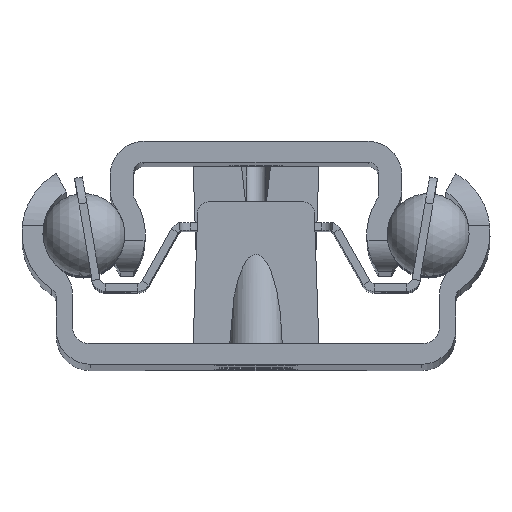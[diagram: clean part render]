
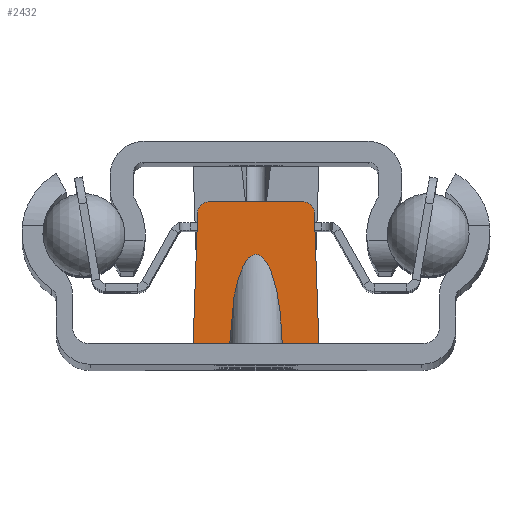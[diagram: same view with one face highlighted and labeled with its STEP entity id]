
A CAD part, top view. The second image highlights one B-rep face of the part: STEP entity #2432.
In plain terms, the highlighted planar face has unit normal (0, 0, 1).
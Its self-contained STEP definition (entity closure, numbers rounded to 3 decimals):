
#352=DIRECTION('',(-1.,0.,0.));
#353=VECTOR('',#352,3.502);
#354=CARTESIAN_POINT('',(-2.498,2.,-13.));
#355=LINE('',#354,#353);
#356=CARTESIAN_POINT('',(-2.498,2.,-13.));
#414=CARTESIAN_POINT('',(2.498,2.,-13.));
#416=DIRECTION('',(-1.,0.,0.));
#417=VECTOR('',#416,3.502);
#418=CARTESIAN_POINT('',(6.,2.,-13.));
#419=LINE('',#418,#417);
#888=CARTESIAN_POINT('',(2.498,2.,-13.));
#889=CARTESIAN_POINT('',(2.497,2.071,-13.));
#890=CARTESIAN_POINT('',(2.495,2.177,-13.));
#891=CARTESIAN_POINT('',(2.492,2.345,-13.));
#892=CARTESIAN_POINT('',(2.488,2.506,-13.));
#893=CARTESIAN_POINT('',(2.483,2.666,-13.));
#894=CARTESIAN_POINT('',(2.477,2.85,-13.));
#895=CARTESIAN_POINT('',(2.469,3.044,-13.));
#896=CARTESIAN_POINT('',(2.459,3.244,-13.));
#897=CARTESIAN_POINT('',(2.449,3.421,-13.));
#898=CARTESIAN_POINT('',(2.436,3.635,-13.));
#899=CARTESIAN_POINT('',(2.42,3.871,-13.));
#900=CARTESIAN_POINT('',(2.4,4.12,-13.));
#901=CARTESIAN_POINT('',(2.381,4.346,-13.));
#902=CARTESIAN_POINT('',(2.361,4.552,-13.));
#903=CARTESIAN_POINT('',(2.335,4.807,-13.));
#904=CARTESIAN_POINT('',(2.303,5.095,-13.));
#905=CARTESIAN_POINT('',(2.264,5.404,-13.));
#906=CARTESIAN_POINT('',(2.225,5.685,-13.));
#907=CARTESIAN_POINT('',(2.186,5.944,-13.));
#908=CARTESIAN_POINT('',(2.147,6.184,-13.));
#909=CARTESIAN_POINT('',(2.095,6.482,-13.));
#910=CARTESIAN_POINT('',(2.03,6.82,-13.));
#911=CARTESIAN_POINT('',(1.952,7.184,-13.));
#912=CARTESIAN_POINT('',(1.873,7.511,-13.));
#913=CARTESIAN_POINT('',(1.795,7.81,-13.));
#914=CARTESIAN_POINT('',(1.717,8.082,-13.));
#915=CARTESIAN_POINT('',(1.639,8.333,-13.));
#916=CARTESIAN_POINT('',(1.535,8.64,-13.));
#917=CARTESIAN_POINT('',(1.405,8.978,-13.));
#918=CARTESIAN_POINT('',(1.249,9.324,-13.));
#919=CARTESIAN_POINT('',(1.093,9.617,-13.));
#920=CARTESIAN_POINT('',(0.937,9.862,-13.));
#921=CARTESIAN_POINT('',(0.781,10.064,-13.));
#922=CARTESIAN_POINT('',(0.572,10.279,-13.));
#923=CARTESIAN_POINT('',(0.312,10.454,-13.));
#924=CARTESIAN_POINT('',(0.,10.523,-13.));
#925=CARTESIAN_POINT('',(-0.312,10.454,-13.));
#926=CARTESIAN_POINT('',(-0.572,10.279,-13.));
#927=CARTESIAN_POINT('',(-0.781,10.064,-13.));
#928=CARTESIAN_POINT('',(-0.937,9.862,-13.));
#929=CARTESIAN_POINT('',(-1.093,9.617,-13.));
#930=CARTESIAN_POINT('',(-1.249,9.324,-13.));
#931=CARTESIAN_POINT('',(-1.405,8.978,-13.));
#932=CARTESIAN_POINT('',(-1.535,8.64,-13.));
#933=CARTESIAN_POINT('',(-1.639,8.333,-13.));
#934=CARTESIAN_POINT('',(-1.717,8.082,-13.));
#935=CARTESIAN_POINT('',(-1.795,7.81,-13.));
#936=CARTESIAN_POINT('',(-1.873,7.511,-13.));
#937=CARTESIAN_POINT('',(-1.952,7.184,-13.));
#938=CARTESIAN_POINT('',(-2.03,6.82,-13.));
#939=CARTESIAN_POINT('',(-2.095,6.482,-13.));
#940=CARTESIAN_POINT('',(-2.147,6.184,-13.));
#941=CARTESIAN_POINT('',(-2.186,5.944,-13.));
#942=CARTESIAN_POINT('',(-2.225,5.685,-13.));
#943=CARTESIAN_POINT('',(-2.264,5.404,-13.));
#944=CARTESIAN_POINT('',(-2.303,5.095,-13.));
#945=CARTESIAN_POINT('',(-2.335,4.807,-13.));
#946=CARTESIAN_POINT('',(-2.361,4.552,-13.));
#947=CARTESIAN_POINT('',(-2.381,4.346,-13.));
#948=CARTESIAN_POINT('',(-2.4,4.12,-13.));
#949=CARTESIAN_POINT('',(-2.42,3.871,-13.));
#950=CARTESIAN_POINT('',(-2.436,3.635,-13.));
#951=CARTESIAN_POINT('',(-2.449,3.421,-13.));
#952=CARTESIAN_POINT('',(-2.459,3.244,-13.));
#953=CARTESIAN_POINT('',(-2.469,3.044,-13.));
#954=CARTESIAN_POINT('',(-2.477,2.85,-13.));
#955=CARTESIAN_POINT('',(-2.483,2.666,-13.));
#956=CARTESIAN_POINT('',(-2.488,2.506,-13.));
#957=CARTESIAN_POINT('',(-2.492,2.345,-13.));
#958=CARTESIAN_POINT('',(-2.495,2.177,-13.));
#959=CARTESIAN_POINT('',(-2.497,2.071,-13.));
#960=CARTESIAN_POINT('',(-2.498,2.,-13.));
#962=DIRECTION('',(-0.035,-0.999,0.));
#963=VECTOR('',#962,12.543);
#964=CARTESIAN_POINT('',(-5.562,14.535,-13.));
#965=LINE('',#964,#963);
#966=CARTESIAN_POINT('',(-4.563,14.5,-13.));
#967=DIRECTION('',(0.,0.,1.));
#968=DIRECTION('',(0.,1.,0.));
#969=AXIS2_PLACEMENT_3D('',#966,#967,#968);
#971=DIRECTION('',(-1.,0.,0.));
#972=VECTOR('',#971,9.126);
#973=CARTESIAN_POINT('',(4.563,15.5,-13.));
#974=LINE('',#973,#972);
#975=CARTESIAN_POINT('',(4.563,14.5,-13.));
#976=DIRECTION('',(0.,0.,1.));
#977=DIRECTION('',(0.999,0.035,0.));
#978=AXIS2_PLACEMENT_3D('',#975,#976,#977);
#980=DIRECTION('',(-0.035,0.999,0.));
#981=VECTOR('',#980,12.543);
#982=CARTESIAN_POINT('',(6.,2.,-13.));
#983=LINE('',#982,#981);
#1521=CARTESIAN_POINT('',(5.562,14.535,-13.));
#1522=CARTESIAN_POINT('',(4.563,15.5,-13.));
#1523=VERTEX_POINT('',#1521);
#1524=VERTEX_POINT('',#1522);
#1525=CARTESIAN_POINT('',(-4.563,15.5,-13.));
#1526=VERTEX_POINT('',#1525);
#1527=CARTESIAN_POINT('',(-5.562,14.535,-13.));
#1528=VERTEX_POINT('',#1527);
#1529=CARTESIAN_POINT('',(6.,2.,-13.));
#1530=VERTEX_POINT('',#1529);
#1531=CARTESIAN_POINT('',(-6.,2.,-13.));
#1532=VERTEX_POINT('',#1531);
#1533=VERTEX_POINT('',#356);
#1534=VERTEX_POINT('',#414);
#2412=CARTESIAN_POINT('',(0.,0.,-13.));
#2413=DIRECTION('',(0.,0.,1.));
#2414=DIRECTION('',(-1.,0.,0.));
#2415=AXIS2_PLACEMENT_3D('',#2412,#2413,#2414);
#2416=PLANE('',#2415);
#2418=ORIENTED_EDGE('',*,*,#2417,.T.);
#2419=ORIENTED_EDGE('',*,*,#1981,.T.);
#2421=ORIENTED_EDGE('',*,*,#2420,.F.);
#2423=ORIENTED_EDGE('',*,*,#2422,.F.);
#2425=ORIENTED_EDGE('',*,*,#2424,.F.);
#2427=ORIENTED_EDGE('',*,*,#2426,.F.);
#2428=ORIENTED_EDGE('',*,*,#2405,.F.);
#2429=ORIENTED_EDGE('',*,*,#1985,.T.);
#2430=EDGE_LOOP('',(#2418,#2419,#2421,#2423,#2425,#2427,#2428,#2429));
#2431=FACE_OUTER_BOUND('',#2430,.F.);
#2432=ADVANCED_FACE('',(#2431),#2416,.T.);
#961=B_SPLINE_CURVE_WITH_KNOTS('',3,(#888,#889,#890,#891,#892,#893,#894,#895,
#896,#897,#898,#899,#900,#901,#902,#903,#904,#905,#906,#907,#908,#909,#910,#911,
#912,#913,#914,#915,#916,#917,#918,#919,#920,#921,#922,#923,#924,#925,#926,#927,
#928,#929,#930,#931,#932,#933,#934,#935,#936,#937,#938,#939,#940,#941,#942,#943,
#944,#945,#946,#947,#948,#949,#950,#951,#952,#953,#954,#955,#956,#957,#958,#959,
#960),.UNSPECIFIED.,.F.,.F.,(4,1,1,1,1,1,1,1,1,1,1,1,1,1,1,1,1,1,1,1,1,1,1,1,1,
1,1,1,1,1,1,1,1,1,1,1,1,1,1,1,1,1,1,1,1,1,1,1,1,1,1,1,1,1,1,1,1,1,1,1,1,1,1,1,1,
1,1,1,1,1,4),(0.,0.,0.001,0.002,0.003,0.004,
0.006,0.008,0.01,0.012,0.016,0.02,0.023,
0.027,0.031,0.039,0.047,0.055,0.063,0.07,
0.078,0.094,0.109,0.125,0.141,0.156,0.172,0.188,
0.219,0.25,0.281,0.313,0.344,0.375,0.438,0.5,0.563,
0.625,0.656,0.688,0.719,0.75,0.781,0.813,0.828,
0.844,0.859,0.875,0.891,0.906,0.922,0.93,
0.938,0.945,0.953,0.961,0.969,0.973,0.977,
0.98,0.984,0.988,0.99,0.992,0.994,
0.996,0.997,0.998,0.999,1.,
1.),.UNSPECIFIED.);
#970=CIRCLE('',#969,1.);
#979=CIRCLE('',#978,1.);
#1981=EDGE_CURVE('',#1533,#1532,#355,.T.);
#1985=EDGE_CURVE('',#1530,#1534,#419,.T.);
#2405=EDGE_CURVE('',#1530,#1523,#983,.T.);
#2417=EDGE_CURVE('',#1534,#1533,#961,.T.);
#2420=EDGE_CURVE('',#1528,#1532,#965,.T.);
#2422=EDGE_CURVE('',#1526,#1528,#970,.T.);
#2424=EDGE_CURVE('',#1524,#1526,#974,.T.);
#2426=EDGE_CURVE('',#1523,#1524,#979,.T.);
